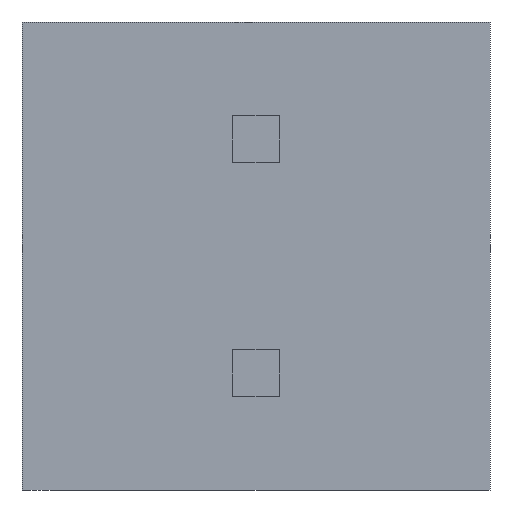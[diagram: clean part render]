
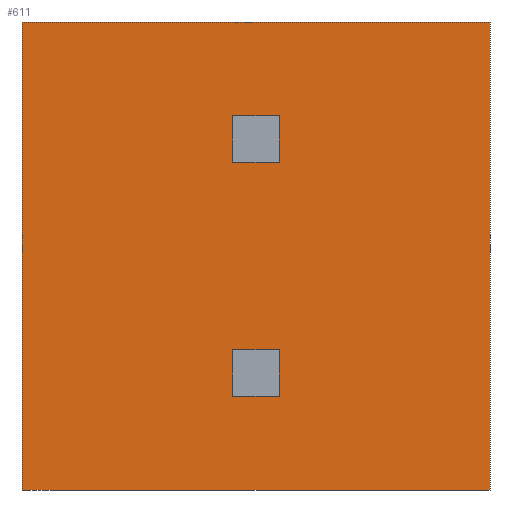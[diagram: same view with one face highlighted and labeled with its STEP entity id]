
A CAD part, front view. The second image highlights one B-rep face of the part: STEP entity #611.
In plain terms, the highlighted planar face has unit normal (0, -1, 0).
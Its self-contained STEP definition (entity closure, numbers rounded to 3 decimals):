
#15=FACE_BOUND('',#103,.T.);
#16=FACE_BOUND('',#104,.T.);
#35=PLANE('',#667);
#68=FACE_OUTER_BOUND('',#102,.T.);
#102=EDGE_LOOP('',(#506,#507,#508,#509));
#103=EDGE_LOOP('',(#510,#511,#512,#513));
#104=EDGE_LOOP('',(#514,#515,#516,#517));
#149=LINE('',#927,#223);
#153=LINE('',#936,#227);
#159=LINE('',#948,#233);
#163=LINE('',#957,#237);
#165=LINE('',#960,#239);
#167=LINE('',#963,#241);
#168=LINE('',#967,#242);
#169=LINE('',#969,#243);
#170=LINE('',#971,#244);
#171=LINE('',#972,#245);
#172=LINE('',#973,#246);
#173=LINE('',#974,#247);
#223=VECTOR('',#760,10.);
#227=VECTOR('',#766,10.);
#233=VECTOR('',#774,10.);
#237=VECTOR('',#780,10.);
#239=VECTOR('',#784,10.);
#241=VECTOR('',#788,10.);
#242=VECTOR('',#791,10.);
#243=VECTOR('',#792,10.);
#244=VECTOR('',#793,10.);
#245=VECTOR('',#794,10.);
#246=VECTOR('',#795,10.);
#247=VECTOR('',#796,10.);
#302=VERTEX_POINT('',#923);
#304=VERTEX_POINT('',#926);
#306=VERTEX_POINT('',#932);
#308=VERTEX_POINT('',#935);
#311=VERTEX_POINT('',#942);
#313=VERTEX_POINT('',#946);
#315=VERTEX_POINT('',#951);
#317=VERTEX_POINT('',#955);
#318=VERTEX_POINT('',#965);
#319=VERTEX_POINT('',#966);
#320=VERTEX_POINT('',#968);
#321=VERTEX_POINT('',#970);
#371=EDGE_CURVE('',#304,#302,#149,.T.);
#375=EDGE_CURVE('',#308,#306,#153,.T.);
#381=EDGE_CURVE('',#313,#311,#159,.T.);
#385=EDGE_CURVE('',#317,#315,#163,.T.);
#387=EDGE_CURVE('',#315,#306,#165,.T.);
#389=EDGE_CURVE('',#311,#302,#167,.T.);
#390=EDGE_CURVE('',#318,#319,#168,.T.);
#391=EDGE_CURVE('',#320,#318,#169,.T.);
#392=EDGE_CURVE('',#320,#321,#170,.T.);
#393=EDGE_CURVE('',#321,#319,#171,.T.);
#394=EDGE_CURVE('',#313,#304,#172,.T.);
#395=EDGE_CURVE('',#317,#308,#173,.T.);
#506=ORIENTED_EDGE('',*,*,#390,.F.);
#507=ORIENTED_EDGE('',*,*,#391,.F.);
#508=ORIENTED_EDGE('',*,*,#392,.T.);
#509=ORIENTED_EDGE('',*,*,#393,.T.);
#510=ORIENTED_EDGE('',*,*,#389,.F.);
#511=ORIENTED_EDGE('',*,*,#381,.F.);
#512=ORIENTED_EDGE('',*,*,#394,.T.);
#513=ORIENTED_EDGE('',*,*,#371,.T.);
#514=ORIENTED_EDGE('',*,*,#387,.F.);
#515=ORIENTED_EDGE('',*,*,#385,.F.);
#516=ORIENTED_EDGE('',*,*,#395,.T.);
#517=ORIENTED_EDGE('',*,*,#375,.T.);
#611=ADVANCED_FACE('',(#68,#15,#16),#35,.T.);
#667=AXIS2_PLACEMENT_3D('',#964,#789,#790);
#760=DIRECTION('',(1.,0.,0.));
#766=DIRECTION('',(1.,0.,0.));
#774=DIRECTION('',(1.,0.,0.));
#780=DIRECTION('',(1.,0.,0.));
#784=DIRECTION('',(0.,0.,1.));
#788=DIRECTION('',(0.,0.,1.));
#789=DIRECTION('center_axis',(0.,-1.,0.));
#790=DIRECTION('ref_axis',(1.,0.,0.));
#791=DIRECTION('',(1.,0.,0.));
#792=DIRECTION('',(0.,0.,1.));
#793=DIRECTION('',(1.,0.,0.));
#794=DIRECTION('',(0.,0.,1.));
#795=DIRECTION('',(0.,0.,1.));
#796=DIRECTION('',(0.,0.,1.));
#923=CARTESIAN_POINT('',(5.5,0.,8.));
#926=CARTESIAN_POINT('',(4.5,0.,8.));
#927=CARTESIAN_POINT('',(4.5,0.,8.));
#932=CARTESIAN_POINT('',(5.5,0.,3.));
#935=CARTESIAN_POINT('',(4.5,0.,3.));
#936=CARTESIAN_POINT('',(4.5,0.,3.));
#942=CARTESIAN_POINT('',(5.5,0.,7.));
#946=CARTESIAN_POINT('',(4.5,0.,7.));
#948=CARTESIAN_POINT('',(4.5,0.,7.));
#951=CARTESIAN_POINT('',(5.5,0.,2.));
#955=CARTESIAN_POINT('',(4.5,0.,2.));
#957=CARTESIAN_POINT('',(4.5,0.,2.));
#960=CARTESIAN_POINT('',(5.5,0.,0.));
#963=CARTESIAN_POINT('',(5.5,0.,0.));
#964=CARTESIAN_POINT('Origin',(5.5,0.,0.));
#965=CARTESIAN_POINT('',(0.,0.,10.));
#966=CARTESIAN_POINT('',(10.,0.,10.));
#967=CARTESIAN_POINT('',(0.,0.,10.));
#968=CARTESIAN_POINT('',(0.,0.,0.));
#969=CARTESIAN_POINT('',(0.,0.,0.));
#970=CARTESIAN_POINT('',(10.,0.,0.));
#971=CARTESIAN_POINT('',(0.,0.,0.));
#972=CARTESIAN_POINT('',(10.,0.,0.));
#973=CARTESIAN_POINT('',(4.5,0.,0.));
#974=CARTESIAN_POINT('',(4.5,0.,0.));
